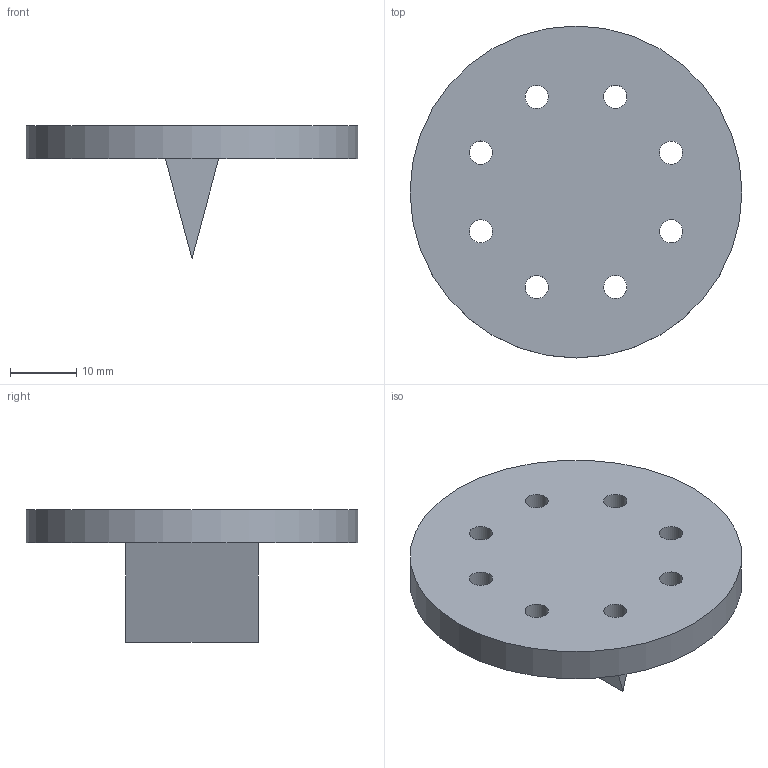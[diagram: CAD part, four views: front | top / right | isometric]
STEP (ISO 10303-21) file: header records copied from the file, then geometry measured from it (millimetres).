
FILE_DESCRIPTION(/* description */ (''),/* implementation_level */ '2;1');
FILE_NAME(/* name */ '30 degree edge.step',/* time_stamp */ '2025-07-17T13:58:12+01:00',/* author */ (''),/* organization */ (''),/* preprocessor_version */ 'ST-DEVELOPER v20.1',/* originating_system */ 'Autodesk Translation Framework v14.10.0.0',/* authorisation */ '');
FILE_SCHEMA (('AUTOMOTIVE_DESIGN { 1 0 10303 214 3 1 1 }'));
Length unit declared in the file: millimetre
Products named in the file (1): 30 degree edge
Bounding box: 50 x 50 x 20 mm (x, y, z)
Volume: 10638.4 mm3; surface area: 5579.2 mm2
Topology: 1 solids, 1 shells, 15 faces, 36 edges, 24 vertices
Faces by surface type: cylinder 9, plane 6
Full cylindrical faces by diameter (mm): 3.5 x8, 50 x1
Entity records: 513 total; most frequent: DIRECTION 86, CARTESIAN_POINT 76, ORIENTED_EDGE 72, EDGE_CURVE 36, AXIS2_PLACEMENT_3D 34, EDGE_LOOP 32, VERTEX_POINT 24, CIRCLE 18
